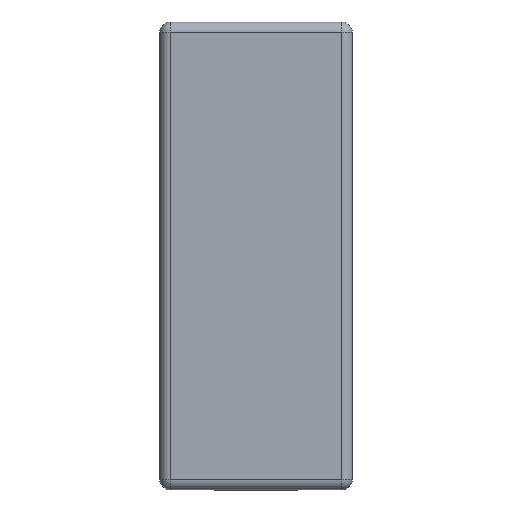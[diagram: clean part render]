
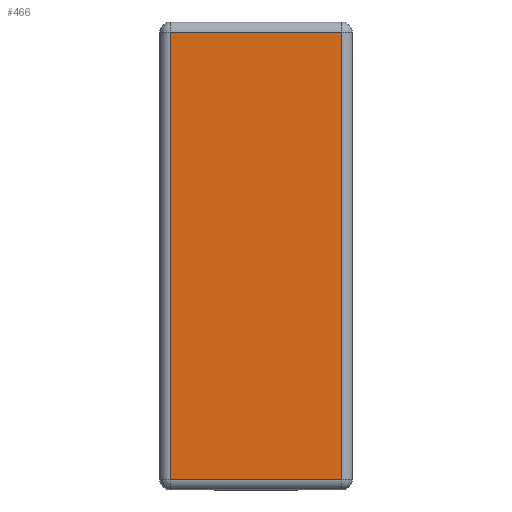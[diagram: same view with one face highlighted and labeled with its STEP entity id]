
A CAD part, top view. The second image highlights one B-rep face of the part: STEP entity #466.
In plain terms, the highlighted planar face has unit normal (0, 0, 1).
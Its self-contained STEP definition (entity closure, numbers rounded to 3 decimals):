
#46=FACE_OUTER_BOUND('',#80,.T.);
#80=EDGE_LOOP('',(#365,#366,#367,#368));
#125=LINE('',#750,#169);
#126=LINE('',#752,#170);
#127=LINE('',#754,#171);
#128=LINE('',#755,#172);
#169=VECTOR('',#605,43.);
#170=VECTOR('',#606,16.5);
#171=VECTOR('',#607,43.);
#172=VECTOR('',#608,16.5);
#233=VERTEX_POINT('',#748);
#234=VERTEX_POINT('',#749);
#235=VERTEX_POINT('',#751);
#236=VERTEX_POINT('',#753);
#281=EDGE_CURVE('',#233,#234,#125,.T.);
#282=EDGE_CURVE('',#235,#233,#126,.T.);
#283=EDGE_CURVE('',#236,#235,#127,.T.);
#284=EDGE_CURVE('',#234,#236,#128,.T.);
#365=ORIENTED_EDGE('',*,*,#281,.F.);
#366=ORIENTED_EDGE('',*,*,#282,.F.);
#367=ORIENTED_EDGE('',*,*,#283,.F.);
#368=ORIENTED_EDGE('',*,*,#284,.F.);
#448=PLANE('',#506);
#466=ADVANCED_FACE('',(#46),#448,.F.);
#506=AXIS2_PLACEMENT_3D('',#747,#603,#604);
#603=DIRECTION('center_axis',(0.,0.,-1.));
#604=DIRECTION('ref_axis',(-1.,0.,0.));
#605=DIRECTION('',(0.,-1.,0.));
#606=DIRECTION('',(1.,0.,0.));
#607=DIRECTION('',(0.,1.,0.));
#608=DIRECTION('',(-1.,0.,0.));
#747=CARTESIAN_POINT('Origin',(11.1,-27.,2.5));
#748=CARTESIAN_POINT('',(8.25,21.5,2.5));
#749=CARTESIAN_POINT('',(8.25,-21.5,2.5));
#750=CARTESIAN_POINT('',(8.25,21.5,2.5));
#751=CARTESIAN_POINT('',(-8.25,21.5,2.5));
#752=CARTESIAN_POINT('',(-8.25,21.5,2.5));
#753=CARTESIAN_POINT('',(-8.25,-21.5,2.5));
#754=CARTESIAN_POINT('',(-8.25,-21.5,2.5));
#755=CARTESIAN_POINT('',(8.25,-21.5,2.5));
